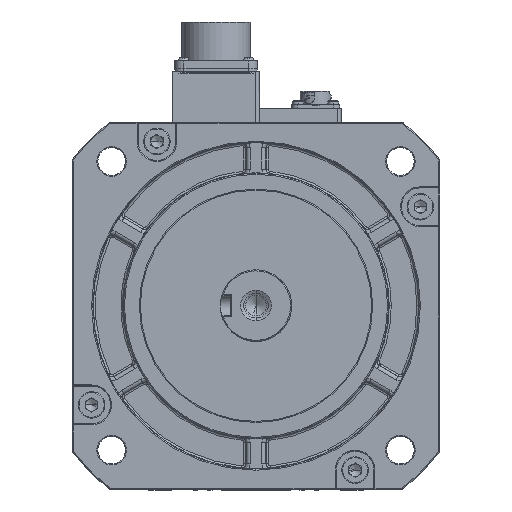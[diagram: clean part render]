
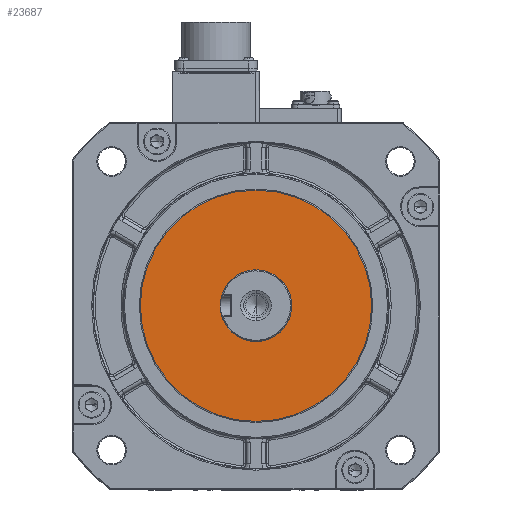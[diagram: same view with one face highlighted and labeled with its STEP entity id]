
A CAD part, top view. The second image highlights one B-rep face of the part: STEP entity #23687.
In plain terms, the highlighted planar face has unit normal (0, 0, 1).
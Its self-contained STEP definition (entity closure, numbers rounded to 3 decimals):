
#1840 = ORIENTED_EDGE ( 'NONE', *, *, #11525, .T. ) ;
#2253 = EDGE_LOOP ( 'NONE', ( #16660, #28224 ) ) ;
#2415 = EDGE_CURVE ( 'NONE', #76496, #103007, #82234, .T. ) ;
#6682 = FACE_OUTER_BOUND ( 'NONE', #100089, .T. ) ;
#11525 = EDGE_CURVE ( 'NONE', #77802, #88276, #102953, .T. ) ;
#16660 = ORIENTED_EDGE ( 'NONE', *, *, #51302, .T. ) ;
#23410 = CARTESIAN_POINT ( 'NONE',  ( -36.983, 11.969, 362.2 ) ) ;
#23687 = ADVANCED_FACE ( 'NONE', ( #6682, #31730 ), #98267, .T. ) ;
#24689 = DIRECTION ( 'NONE',  ( 0., 0., -1. ) ) ;
#28224 = ORIENTED_EDGE ( 'NONE', *, *, #2415, .T. ) ;
#28978 = DIRECTION ( 'NONE',  ( -1., 0., 0. ) ) ;
#30809 = DIRECTION ( 'NONE',  ( 0., 0., 1. ) ) ;
#31692 = AXIS2_PLACEMENT_3D ( 'NONE', #86956, #30809, #102804 ) ;
#31730 = FACE_BOUND ( 'NONE', #2253, .T. ) ;
#34028 = AXIS2_PLACEMENT_3D ( 'NONE', #77079, #69327, #28978 ) ;
#39798 = CARTESIAN_POINT ( 'NONE',  ( 19.667, 11.969, 362.2 ) ) ;
#40104 = DIRECTION ( 'NONE',  ( 0., 0., 1. ) ) ;
#44578 = AXIS2_PLACEMENT_3D ( 'NONE', #90481, #58513, #74745 ) ;
#50594 = CARTESIAN_POINT ( 'NONE',  ( 36.967, 11.969, 362.2 ) ) ;
#51302 = EDGE_CURVE ( 'NONE', #103007, #76496, #73348, .T. ) ;
#54087 = CARTESIAN_POINT ( 'NONE',  ( 76.317, 11.969, 362.2 ) ) ;
#57765 = CARTESIAN_POINT ( 'NONE',  ( 2.367, 11.969, 362.2 ) ) ;
#58513 = DIRECTION ( 'NONE',  ( 0., 0., 1. ) ) ;
#60073 = AXIS2_PLACEMENT_3D ( 'NONE', #87133, #40104, #102975 ) ;
#63636 = AXIS2_PLACEMENT_3D ( 'NONE', #39798, #24689, #79492 ) ;
#69327 = DIRECTION ( 'NONE',  ( 0., 0., -1. ) ) ;
#73348 = CIRCLE ( 'NONE', #34028, 17.3 ) ;
#74745 = DIRECTION ( 'NONE',  ( 1., 0., 0. ) ) ;
#76496 = VERTEX_POINT ( 'NONE', #57765 ) ;
#77079 = CARTESIAN_POINT ( 'NONE',  ( 19.667, 11.969, 362.2 ) ) ;
#77802 = VERTEX_POINT ( 'NONE', #54087 ) ;
#79492 = DIRECTION ( 'NONE',  ( -1., 0., 0. ) ) ;
#81293 = EDGE_CURVE ( 'NONE', #88276, #77802, #97921, .T. ) ;
#82234 = CIRCLE ( 'NONE', #63636, 17.3 ) ;
#86956 = CARTESIAN_POINT ( 'NONE',  ( 19.667, 11.969, 362.2 ) ) ;
#87133 = CARTESIAN_POINT ( 'NONE',  ( 19.667, 11.969, 362.2 ) ) ;
#88276 = VERTEX_POINT ( 'NONE', #23410 ) ;
#89818 = ORIENTED_EDGE ( 'NONE', *, *, #81293, .T. ) ;
#90481 = CARTESIAN_POINT ( 'NONE',  ( 72.167, 11.969, 362.2 ) ) ;
#97921 = CIRCLE ( 'NONE', #60073, 56.65 ) ;
#98267 = PLANE ( 'NONE',  #44578 ) ;
#100089 = EDGE_LOOP ( 'NONE', ( #89818, #1840 ) ) ;
#102804 = DIRECTION ( 'NONE',  ( 1., 0., 0. ) ) ;
#102953 = CIRCLE ( 'NONE', #31692, 56.65 ) ;
#102975 = DIRECTION ( 'NONE',  ( 1., 0., 0. ) ) ;
#103007 = VERTEX_POINT ( 'NONE', #50594 ) ;
